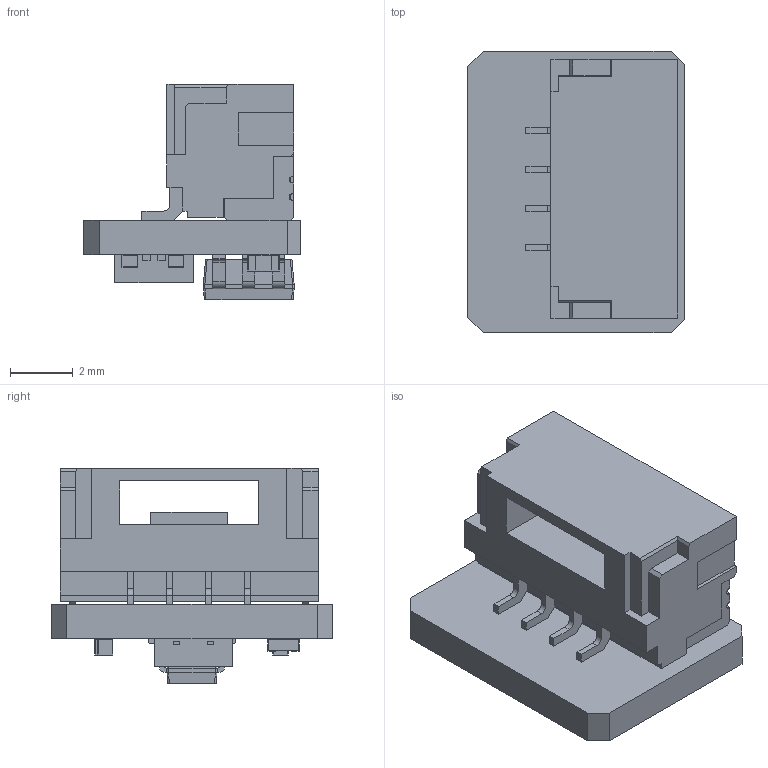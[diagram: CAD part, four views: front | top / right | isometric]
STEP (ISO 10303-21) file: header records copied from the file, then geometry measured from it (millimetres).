
FILE_DESCRIPTION(('Open CASCADE Model'),'2;1');
FILE_NAME('Open CASCADE Shape Model','2023-11-04T21:14:32',('Author'),( 'Open CASCADE'),'Open CASCADE STEP processor 6.8','Open CASCADE 6.8' ,'Unknown');
FILE_SCHEMA(('AUTOMOTIVE_DESIGN { 1 0 10303 214 1 1 1 1 }'));
Length unit declared in the file: millimetre
Products named in the file (1): PCB
Bounding box: 6.92 x 9 x 6.88 mm (x, y, z)
Volume: 161 mm3; surface area: 563 mm2
Topology: 39 solids, 116 shells, 685 faces, 1835 edges, 1284 vertices
Faces by surface type: plane 541, cylinder 114, sphere 24, torus 4, cone 2
Entity records: 21721 total; most frequent: CARTESIAN_POINT 3829, DIRECTION 3399, ORIENTED_EDGE 3300, EDGE_CURVE 1811, LINE 1563, VECTOR 1563, VERTEX_POINT 1284, AXIS2_PLACEMENT_3D 918
